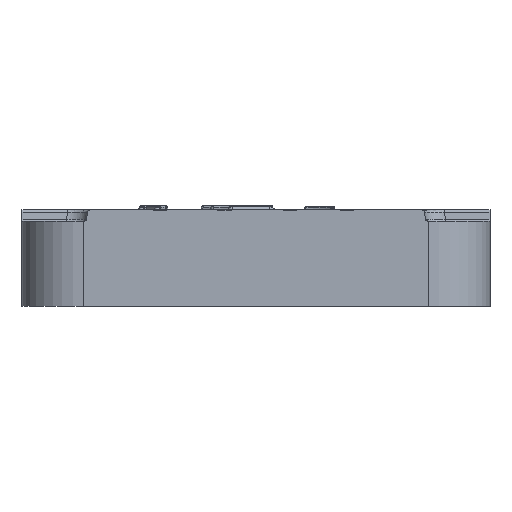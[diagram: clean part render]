
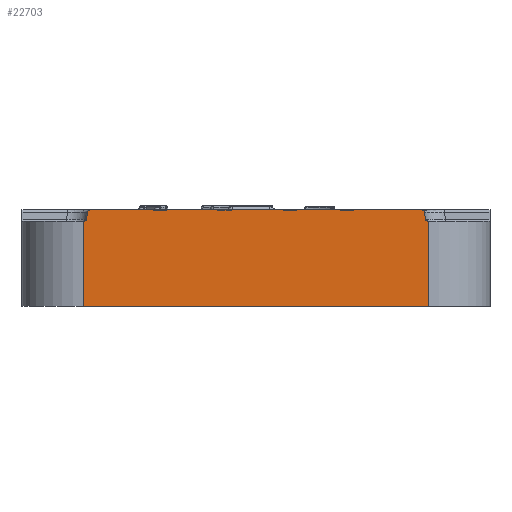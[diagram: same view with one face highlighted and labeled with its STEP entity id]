
A CAD part, left-side view. The second image highlights one B-rep face of the part: STEP entity #22703.
In plain terms, the highlighted planar face has unit normal (-1, 0, 0).
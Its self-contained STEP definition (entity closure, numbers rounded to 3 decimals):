
#42=DIRECTION('',(0.,-1.,0.));
#43=VECTOR('',#42,258.);
#44=CARTESIAN_POINT('',(-210.,129.,-71.985));
#45=LINE('',#44,#43);
#132=CARTESIAN_POINT('',(-210.,128.302,-6.841));
#133=DIRECTION('',(1.,0.,0.));
#134=DIRECTION('',(0.,-0.99,-0.139));
#135=AXIS2_PLACEMENT_3D('',#132,#133,#134);
#819=DIRECTION('',(0.,-1.,0.));
#820=VECTOR('',#819,10.);
#821=CARTESIAN_POINT('',(-210.,76.579,-0.11));
#822=LINE('',#821,#820);
#823=DIRECTION('',(0.,0.,-1.));
#824=VECTOR('',#823,0.11);
#825=CARTESIAN_POINT('',(-210.,66.579,0.));
#826=LINE('',#825,#824);
#827=DIRECTION('',(0.,-1.,0.));
#828=VECTOR('',#827,38.);
#829=CARTESIAN_POINT('',(-210.,66.579,0.));
#830=LINE('',#829,#828);
#831=DIRECTION('',(0.,0.,-1.));
#832=VECTOR('',#831,0.11);
#833=CARTESIAN_POINT('',(-210.,28.579,0.));
#834=LINE('',#833,#832);
#835=DIRECTION('',(0.,-1.,0.));
#836=VECTOR('',#835,10.);
#837=CARTESIAN_POINT('',(-210.,28.579,-0.11));
#838=LINE('',#837,#836);
#839=DIRECTION('',(0.,0.,-1.));
#840=VECTOR('',#839,0.11);
#841=CARTESIAN_POINT('',(-210.,18.579,0.));
#842=LINE('',#841,#840);
#843=DIRECTION('',(0.,-1.,0.));
#844=VECTOR('',#843,39.);
#845=CARTESIAN_POINT('',(-210.,18.579,0.));
#846=LINE('',#845,#844);
#847=DIRECTION('',(0.,0.,-1.));
#848=VECTOR('',#847,0.11);
#849=CARTESIAN_POINT('',(-210.,-20.421,0.));
#850=LINE('',#849,#848);
#851=DIRECTION('',(0.,-1.,0.));
#852=VECTOR('',#851,10.);
#853=CARTESIAN_POINT('',(-210.,-20.421,-0.11));
#854=LINE('',#853,#852);
#855=DIRECTION('',(0.,0.,-1.));
#856=VECTOR('',#855,0.11);
#857=CARTESIAN_POINT('',(-210.,-30.421,0.));
#858=LINE('',#857,#856);
#859=DIRECTION('',(0.,-1.,0.));
#860=VECTOR('',#859,32.773);
#861=CARTESIAN_POINT('',(-210.,-30.421,0.));
#862=LINE('',#861,#860);
#863=DIRECTION('',(0.,0.,-1.));
#864=VECTOR('',#863,0.11);
#865=CARTESIAN_POINT('',(-210.,-63.194,0.));
#866=LINE('',#865,#864);
#867=DIRECTION('',(0.,-1.,0.));
#868=VECTOR('',#867,10.);
#869=CARTESIAN_POINT('',(-210.,-63.194,-0.11));
#870=LINE('',#869,#868);
#871=DIRECTION('',(0.,0.,-1.));
#872=VECTOR('',#871,0.11);
#873=CARTESIAN_POINT('',(-210.,-73.194,0.));
#874=LINE('',#873,#872);
#875=DIRECTION('',(0.,-1.,0.));
#876=VECTOR('',#875,50.893);
#877=CARTESIAN_POINT('',(-210.,-73.194,0.));
#878=LINE('',#877,#876);
#879=CARTESIAN_POINT('',(-210.,-124.087,-2.));
#880=DIRECTION('',(-1.,0.,0.));
#881=DIRECTION('',(0.,-0.99,0.139));
#882=AXIS2_PLACEMENT_3D('',#879,#880,#881);
#884=DIRECTION('',(0.,-0.139,-0.99));
#885=VECTOR('',#884,5.38);
#886=CARTESIAN_POINT('',(-210.,-126.068,-1.722));
#887=LINE('',#886,#885);
#888=DIRECTION('',(0.,-1.,0.));
#889=VECTOR('',#888,0.698);
#890=CARTESIAN_POINT('',(-210.,-128.302,-8.341));
#891=LINE('',#890,#889);
#892=DIRECTION('',(0.,0.,-1.));
#893=VECTOR('',#892,63.644);
#894=CARTESIAN_POINT('',(-210.,-129.,-8.341));
#895=LINE('',#894,#893);
#896=DIRECTION('',(0.,0.,-1.));
#897=VECTOR('',#896,63.645);
#898=CARTESIAN_POINT('',(-210.,129.,-8.341));
#899=LINE('',#898,#897);
#900=DIRECTION('',(0.,-1.,0.));
#901=VECTOR('',#900,0.698);
#902=CARTESIAN_POINT('',(-210.,129.,-8.341));
#903=LINE('',#902,#901);
#904=DIRECTION('',(0.,0.139,-0.99));
#905=VECTOR('',#904,5.38);
#906=CARTESIAN_POINT('',(-210.,126.068,-1.722));
#907=LINE('',#906,#905);
#908=CARTESIAN_POINT('',(-210.,124.087,-2.));
#909=DIRECTION('',(-1.,0.,0.));
#910=DIRECTION('',(0.,0.,1.));
#911=AXIS2_PLACEMENT_3D('',#908,#909,#910);
#913=DIRECTION('',(0.,-1.,0.));
#914=VECTOR('',#913,47.508);
#915=CARTESIAN_POINT('',(-210.,124.087,0.));
#916=LINE('',#915,#914);
#917=DIRECTION('',(0.,0.,-1.));
#918=VECTOR('',#917,0.11);
#919=CARTESIAN_POINT('',(-210.,76.579,0.));
#920=LINE('',#919,#918);
#18157=CARTESIAN_POINT('',(-210.,-128.302,-6.841));
#18158=DIRECTION('',(1.,0.,0.));
#18159=DIRECTION('',(0.,0.,-1.));
#18160=AXIS2_PLACEMENT_3D('',#18157,#18158,#18159);
#19865=CARTESIAN_POINT('',(-210.,-129.,-71.985));
#19867=VERTEX_POINT('',#19865);
#19868=CARTESIAN_POINT('',(-210.,129.,-71.985));
#19870=VERTEX_POINT('',#19868);
#19885=CARTESIAN_POINT('',(-210.,-129.,-8.341));
#19887=VERTEX_POINT('',#19885);
#19888=CARTESIAN_POINT('',(-210.,129.,-8.341));
#19890=VERTEX_POINT('',#19888);
#19938=CARTESIAN_POINT('',(-210.,-126.068,-1.722));
#19939=CARTESIAN_POINT('',(-210.,-124.087,0.));
#19940=VERTEX_POINT('',#19938);
#19941=VERTEX_POINT('',#19939);
#19942=CARTESIAN_POINT('',(-210.,124.087,0.));
#19943=CARTESIAN_POINT('',(-210.,126.068,-1.722));
#19944=VERTEX_POINT('',#19942);
#19945=VERTEX_POINT('',#19943);
#19957=CARTESIAN_POINT('',(-210.,128.302,-8.341));
#19959=VERTEX_POINT('',#19957);
#19961=CARTESIAN_POINT('',(-210.,126.816,-7.049));
#19963=VERTEX_POINT('',#19961);
#19980=CARTESIAN_POINT('',(-210.,-126.816,-7.049));
#19981=VERTEX_POINT('',#19980);
#19982=CARTESIAN_POINT('',(-210.,-128.302,-8.341));
#19983=VERTEX_POINT('',#19982);
#21319=CARTESIAN_POINT('',(-210.,76.579,-0.11));
#21320=CARTESIAN_POINT('',(-210.,66.579,-0.11));
#21321=VERTEX_POINT('',#21319);
#21322=VERTEX_POINT('',#21320);
#21323=CARTESIAN_POINT('',(-210.,28.579,-0.11));
#21324=CARTESIAN_POINT('',(-210.,18.579,-0.11));
#21325=VERTEX_POINT('',#21323);
#21326=VERTEX_POINT('',#21324);
#21327=CARTESIAN_POINT('',(-210.,-20.421,-0.11));
#21328=CARTESIAN_POINT('',(-210.,-30.421,-0.11));
#21329=VERTEX_POINT('',#21327);
#21330=VERTEX_POINT('',#21328);
#21331=CARTESIAN_POINT('',(-210.,-63.194,-0.11));
#21332=CARTESIAN_POINT('',(-210.,-73.194,-0.11));
#21333=VERTEX_POINT('',#21331);
#21334=VERTEX_POINT('',#21332);
#21335=CARTESIAN_POINT('',(-210.,-73.194,0.));
#21336=VERTEX_POINT('',#21335);
#21337=CARTESIAN_POINT('',(-210.,-63.194,0.));
#21338=VERTEX_POINT('',#21337);
#21339=CARTESIAN_POINT('',(-210.,-30.421,0.));
#21340=VERTEX_POINT('',#21339);
#21341=CARTESIAN_POINT('',(-210.,-20.421,0.));
#21342=VERTEX_POINT('',#21341);
#21343=CARTESIAN_POINT('',(-210.,18.579,0.));
#21344=VERTEX_POINT('',#21343);
#21345=CARTESIAN_POINT('',(-210.,28.579,0.));
#21346=VERTEX_POINT('',#21345);
#21347=CARTESIAN_POINT('',(-210.,66.579,0.));
#21348=VERTEX_POINT('',#21347);
#21349=CARTESIAN_POINT('',(-210.,76.579,0.));
#21350=VERTEX_POINT('',#21349);
#22649=CARTESIAN_POINT('',(-210.,175.,-75.));
#22650=DIRECTION('',(-1.,0.,0.));
#22651=DIRECTION('',(0.,-1.,0.));
#22652=AXIS2_PLACEMENT_3D('',#22649,#22650,#22651);
#22653=PLANE('',#22652);
#22654=ORIENTED_EDGE('',*,*,#22225,.T.);
#22656=ORIENTED_EDGE('',*,*,#22655,.F.);
#22658=ORIENTED_EDGE('',*,*,#22657,.T.);
#22660=ORIENTED_EDGE('',*,*,#22659,.T.);
#22661=ORIENTED_EDGE('',*,*,#22253,.T.);
#22663=ORIENTED_EDGE('',*,*,#22662,.F.);
#22665=ORIENTED_EDGE('',*,*,#22664,.T.);
#22667=ORIENTED_EDGE('',*,*,#22666,.T.);
#22668=ORIENTED_EDGE('',*,*,#22281,.T.);
#22670=ORIENTED_EDGE('',*,*,#22669,.F.);
#22672=ORIENTED_EDGE('',*,*,#22671,.T.);
#22674=ORIENTED_EDGE('',*,*,#22673,.T.);
#22675=ORIENTED_EDGE('',*,*,#22309,.T.);
#22677=ORIENTED_EDGE('',*,*,#22676,.F.);
#22679=ORIENTED_EDGE('',*,*,#22678,.T.);
#22681=ORIENTED_EDGE('',*,*,#22680,.F.);
#22683=ORIENTED_EDGE('',*,*,#22682,.T.);
#22685=ORIENTED_EDGE('',*,*,#22684,.F.);
#22686=ORIENTED_EDGE('',*,*,#21986,.T.);
#22687=ORIENTED_EDGE('',*,*,#21951,.T.);
#22688=ORIENTED_EDGE('',*,*,#21936,.F.);
#22690=ORIENTED_EDGE('',*,*,#22689,.F.);
#22691=ORIENTED_EDGE('',*,*,#21963,.T.);
#22692=ORIENTED_EDGE('',*,*,#22045,.F.);
#22694=ORIENTED_EDGE('',*,*,#22693,.F.);
#22696=ORIENTED_EDGE('',*,*,#22695,.F.);
#22698=ORIENTED_EDGE('',*,*,#22697,.T.);
#22700=ORIENTED_EDGE('',*,*,#22699,.T.);
#22701=EDGE_LOOP('',(#22654,#22656,#22658,#22660,#22661,#22663,#22665,#22667,
#22668,#22670,#22672,#22674,#22675,#22677,#22679,#22681,#22683,#22685,#22686,
#22687,#22688,#22690,#22691,#22692,#22694,#22696,#22698,#22700));
#22702=FACE_OUTER_BOUND('',#22701,.F.);
#22703=ADVANCED_FACE('',(#22702),#22653,.T.);
#136=CIRCLE('',#135,1.5);
#883=CIRCLE('',#882,2.);
#912=CIRCLE('',#911,2.);
#18161=CIRCLE('',#18160,1.5);
#21936=EDGE_CURVE('',#19870,#19867,#45,.T.);
#21951=EDGE_CURVE('',#19887,#19867,#895,.T.);
#21963=EDGE_CURVE('',#19890,#19959,#903,.T.);
#21986=EDGE_CURVE('',#19983,#19887,#891,.T.);
#22045=EDGE_CURVE('',#19963,#19959,#136,.T.);
#22225=EDGE_CURVE('',#21321,#21322,#822,.T.);
#22253=EDGE_CURVE('',#21325,#21326,#838,.T.);
#22281=EDGE_CURVE('',#21329,#21330,#854,.T.);
#22309=EDGE_CURVE('',#21333,#21334,#870,.T.);
#22655=EDGE_CURVE('',#21348,#21322,#826,.T.);
#22657=EDGE_CURVE('',#21348,#21346,#830,.T.);
#22659=EDGE_CURVE('',#21346,#21325,#834,.T.);
#22662=EDGE_CURVE('',#21344,#21326,#842,.T.);
#22664=EDGE_CURVE('',#21344,#21342,#846,.T.);
#22666=EDGE_CURVE('',#21342,#21329,#850,.T.);
#22669=EDGE_CURVE('',#21340,#21330,#858,.T.);
#22671=EDGE_CURVE('',#21340,#21338,#862,.T.);
#22673=EDGE_CURVE('',#21338,#21333,#866,.T.);
#22676=EDGE_CURVE('',#21336,#21334,#874,.T.);
#22678=EDGE_CURVE('',#21336,#19941,#878,.T.);
#22680=EDGE_CURVE('',#19940,#19941,#883,.T.);
#22682=EDGE_CURVE('',#19940,#19981,#887,.T.);
#22684=EDGE_CURVE('',#19983,#19981,#18161,.T.);
#22689=EDGE_CURVE('',#19890,#19870,#899,.T.);
#22693=EDGE_CURVE('',#19945,#19963,#907,.T.);
#22695=EDGE_CURVE('',#19944,#19945,#912,.T.);
#22697=EDGE_CURVE('',#19944,#21350,#916,.T.);
#22699=EDGE_CURVE('',#21350,#21321,#920,.T.);
